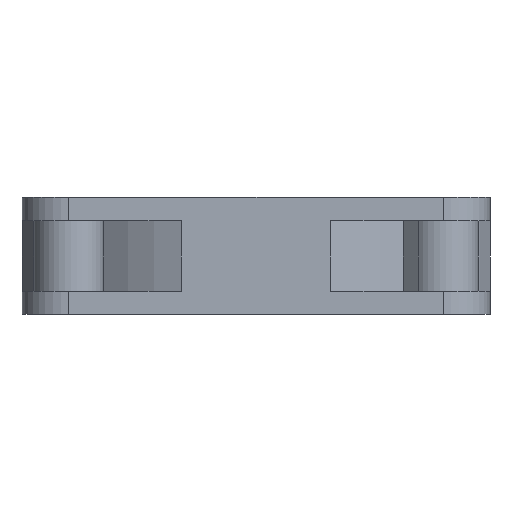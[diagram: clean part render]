
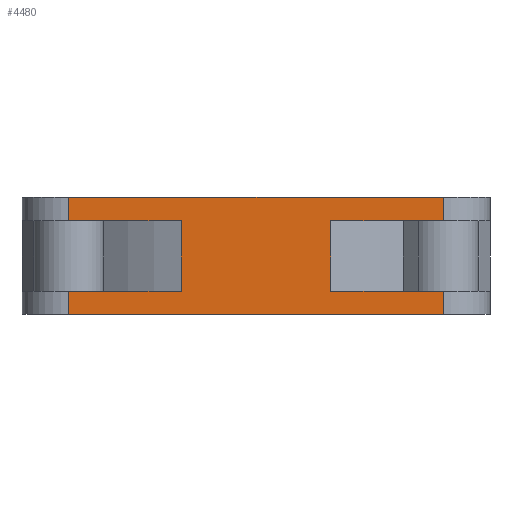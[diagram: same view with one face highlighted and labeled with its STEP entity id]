
A CAD part, left-side view. The second image highlights one B-rep face of the part: STEP entity #4480.
In plain terms, the highlighted planar face has unit normal (-1, 0, 0).
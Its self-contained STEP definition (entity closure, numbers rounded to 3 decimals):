
#354=PLANE('',#4970);
#526=FACE_OUTER_BOUND('',#786,.T.);
#786=EDGE_LOOP('',(#3486,#3487,#3488,#3489,#3490,#3491,#3492,#3493,#3494,
#3495,#3496,#3497));
#1089=LINE('',#7509,#1324);
#1090=LINE('',#7513,#1325);
#1094=LINE('',#7527,#1329);
#1106=LINE('',#7577,#1341);
#1111=LINE('',#7592,#1346);
#1117=LINE('',#7608,#1352);
#1125=LINE('',#7627,#1360);
#1126=LINE('',#7630,#1361);
#1129=LINE('',#7640,#1364);
#1130=LINE('',#7641,#1365);
#1131=LINE('',#7643,#1366);
#1132=LINE('',#7644,#1367);
#1324=VECTOR('',#5873,10.);
#1325=VECTOR('',#5878,10.);
#1329=VECTOR('',#5894,10.);
#1341=VECTOR('',#5942,10.);
#1346=VECTOR('',#5957,10.);
#1352=VECTOR('',#5975,10.);
#1360=VECTOR('',#5993,10.);
#1361=VECTOR('',#5996,10.);
#1364=VECTOR('',#6007,10.);
#1365=VECTOR('',#6008,10.);
#1366=VECTOR('',#6009,10.);
#1367=VECTOR('',#6010,10.);
#1926=VERTEX_POINT('',#7506);
#1927=VERTEX_POINT('',#7508);
#1928=VERTEX_POINT('',#7512);
#1932=VERTEX_POINT('',#7526);
#1951=VERTEX_POINT('',#7574);
#1952=VERTEX_POINT('',#7576);
#1957=VERTEX_POINT('',#7590);
#1961=VERTEX_POINT('',#7606);
#1967=VERTEX_POINT('',#7625);
#1968=VERTEX_POINT('',#7629);
#1971=VERTEX_POINT('',#7639);
#1972=VERTEX_POINT('',#7642);
#2496=EDGE_CURVE('',#1927,#1926,#1089,.T.);
#2498=EDGE_CURVE('',#1928,#1927,#1090,.T.);
#2505=EDGE_CURVE('',#1932,#1928,#1094,.T.);
#2529=EDGE_CURVE('',#1952,#1951,#1106,.T.);
#2537=EDGE_CURVE('',#1951,#1957,#1111,.T.);
#2545=EDGE_CURVE('',#1957,#1961,#1117,.T.);
#2555=EDGE_CURVE('',#1967,#1926,#1125,.T.);
#2556=EDGE_CURVE('',#1932,#1968,#1126,.T.);
#2561=EDGE_CURVE('',#1971,#1967,#1129,.T.);
#2562=EDGE_CURVE('',#1952,#1971,#1130,.T.);
#2563=EDGE_CURVE('',#1972,#1961,#1131,.T.);
#2564=EDGE_CURVE('',#1968,#1972,#1132,.T.);
#3486=ORIENTED_EDGE('',*,*,#2505,.T.);
#3487=ORIENTED_EDGE('',*,*,#2498,.T.);
#3488=ORIENTED_EDGE('',*,*,#2496,.T.);
#3489=ORIENTED_EDGE('',*,*,#2555,.F.);
#3490=ORIENTED_EDGE('',*,*,#2561,.F.);
#3491=ORIENTED_EDGE('',*,*,#2562,.F.);
#3492=ORIENTED_EDGE('',*,*,#2529,.T.);
#3493=ORIENTED_EDGE('',*,*,#2537,.T.);
#3494=ORIENTED_EDGE('',*,*,#2545,.T.);
#3495=ORIENTED_EDGE('',*,*,#2563,.F.);
#3496=ORIENTED_EDGE('',*,*,#2564,.F.);
#3497=ORIENTED_EDGE('',*,*,#2556,.F.);
#4480=ADVANCED_FACE('',(#526),#354,.T.);
#4970=AXIS2_PLACEMENT_3D('',#7638,#6005,#6006);
#5873=DIRECTION('',(0.,1.,0.));
#5878=DIRECTION('',(0.,0.,-1.));
#5894=DIRECTION('',(0.,-1.,0.));
#5942=DIRECTION('',(0.,1.,0.));
#5957=DIRECTION('',(0.,0.,1.));
#5975=DIRECTION('',(0.,-1.,0.));
#5993=DIRECTION('',(0.,0.,1.));
#5996=DIRECTION('',(0.,0.,1.));
#6005=DIRECTION('center_axis',(-1.,0.,0.));
#6006=DIRECTION('ref_axis',(0.,-1.,0.));
#6007=DIRECTION('',(0.,1.,0.));
#6008=DIRECTION('',(0.,0.,-1.));
#6009=DIRECTION('',(0.,0.,-1.));
#6010=DIRECTION('',(0.,-1.,0.));
#7506=CARTESIAN_POINT('',(-20.,16.,2.));
#7508=CARTESIAN_POINT('',(-20.,6.403,2.));
#7509=CARTESIAN_POINT('',(-20.,10.,2.));
#7512=CARTESIAN_POINT('',(-20.,6.403,8.));
#7513=CARTESIAN_POINT('',(-20.,6.403,0.));
#7526=CARTESIAN_POINT('',(-20.,16.,8.));
#7527=CARTESIAN_POINT('',(-20.,10.,8.));
#7574=CARTESIAN_POINT('',(-20.,-6.403,2.));
#7576=CARTESIAN_POINT('',(-20.,-16.,2.));
#7577=CARTESIAN_POINT('',(-20.,10.,2.));
#7590=CARTESIAN_POINT('',(-20.,-6.403,8.));
#7592=CARTESIAN_POINT('',(-20.,-6.403,0.));
#7606=CARTESIAN_POINT('',(-20.,-16.,8.));
#7608=CARTESIAN_POINT('',(-20.,10.,8.));
#7625=CARTESIAN_POINT('',(-20.,16.,0.));
#7627=CARTESIAN_POINT('',(-20.,16.,0.));
#7629=CARTESIAN_POINT('',(-20.,16.,10.));
#7630=CARTESIAN_POINT('',(-20.,16.,0.));
#7638=CARTESIAN_POINT('Origin',(-20.,20.,0.));
#7639=CARTESIAN_POINT('',(-20.,-16.,0.));
#7640=CARTESIAN_POINT('',(-20.,-20.,0.));
#7641=CARTESIAN_POINT('',(-20.,-16.,0.));
#7642=CARTESIAN_POINT('',(-20.,-16.,10.));
#7643=CARTESIAN_POINT('',(-20.,-16.,0.));
#7644=CARTESIAN_POINT('',(-20.,-20.,10.));
